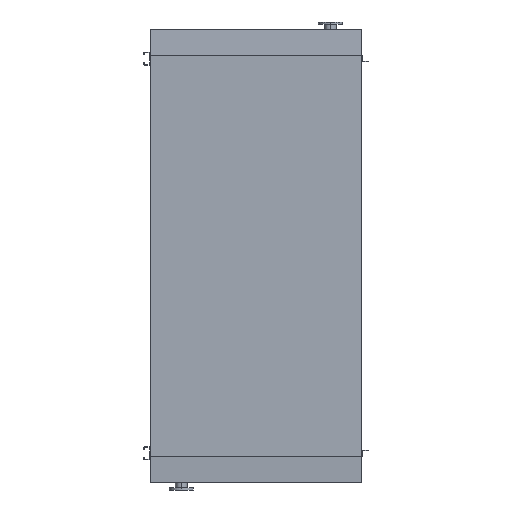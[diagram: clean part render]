
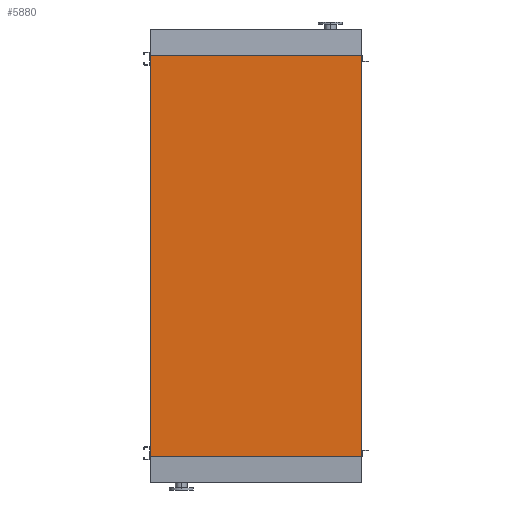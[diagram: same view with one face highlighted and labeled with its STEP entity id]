
A CAD part, front view. The second image highlights one B-rep face of the part: STEP entity #5880.
In plain terms, the highlighted planar face has unit normal (0, -1, 0).
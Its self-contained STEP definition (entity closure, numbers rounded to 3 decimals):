
#277 = CARTESIAN_POINT ( 'NONE',  ( -965., 0., -3650. ) ) ;
#373 = CARTESIAN_POINT ( 'NONE',  ( 965., 0., -3650. ) ) ;
#829 = EDGE_CURVE ( 'NONE', #2173, #2995, #2330, .T. ) ;
#923 = CARTESIAN_POINT ( 'NONE',  ( 965., 0., 0. ) ) ;
#1091 = EDGE_CURVE ( 'NONE', #2173, #5010, #8441, .T. ) ;
#1700 = DIRECTION ( 'NONE',  ( 0., 0., 1. ) ) ;
#2173 = VERTEX_POINT ( 'NONE', #9014 ) ;
#2326 = DIRECTION ( 'NONE',  ( 0., 0., -1. ) ) ;
#2330 = LINE ( 'NONE', #5000, #10629 ) ;
#2760 = LINE ( 'NONE', #6395, #6009 ) ;
#2995 = VERTEX_POINT ( 'NONE', #7442 ) ;
#3029 = VECTOR ( 'NONE', #1700, 1000. ) ;
#3203 = CARTESIAN_POINT ( 'NONE',  ( -965., 0., -3650. ) ) ;
#3418 = ORIENTED_EDGE ( 'NONE', *, *, #11598, .F. ) ;
#4138 = CARTESIAN_POINT ( 'NONE',  ( -965., 0., 0. ) ) ;
#4668 = VERTEX_POINT ( 'NONE', #923 ) ;
#4728 = DIRECTION ( 'NONE',  ( 1., 0., 0. ) ) ;
#5000 = CARTESIAN_POINT ( 'NONE',  ( -965., 0., -3650. ) ) ;
#5010 = VERTEX_POINT ( 'NONE', #4138 ) ;
#5600 = VECTOR ( 'NONE', #8478, 1000. ) ;
#5880 = ADVANCED_FACE ( 'NONE', ( #7732 ), #11365, .T. ) ;
#6009 = VECTOR ( 'NONE', #10083, 1000. ) ;
#6395 = CARTESIAN_POINT ( 'NONE',  ( -965., 0., 0. ) ) ;
#6732 = EDGE_LOOP ( 'NONE', ( #3418, #7968, #8280, #6927 ) ) ;
#6927 = ORIENTED_EDGE ( 'NONE', *, *, #9436, .T. ) ;
#7442 = CARTESIAN_POINT ( 'NONE',  ( 965., 0., -3650. ) ) ;
#7732 = FACE_OUTER_BOUND ( 'NONE', #6732, .T. ) ;
#7968 = ORIENTED_EDGE ( 'NONE', *, *, #1091, .F. ) ;
#8280 = ORIENTED_EDGE ( 'NONE', *, *, #829, .T. ) ;
#8441 = LINE ( 'NONE', #277, #3029 ) ;
#8478 = DIRECTION ( 'NONE',  ( 0., 0., 1. ) ) ;
#8532 = LINE ( 'NONE', #373, #5600 ) ;
#9014 = CARTESIAN_POINT ( 'NONE',  ( -965., 0., -3650. ) ) ;
#9349 = AXIS2_PLACEMENT_3D ( 'NONE', #3203, #10471, #2326 ) ;
#9436 = EDGE_CURVE ( 'NONE', #2995, #4668, #8532, .T. ) ;
#10083 = DIRECTION ( 'NONE',  ( 1., 0., 0. ) ) ;
#10471 = DIRECTION ( 'NONE',  ( 0., -1., 0. ) ) ;
#10629 = VECTOR ( 'NONE', #4728, 1000. ) ;
#11365 = PLANE ( 'NONE',  #9349 ) ;
#11598 = EDGE_CURVE ( 'NONE', #5010, #4668, #2760, .T. ) ;
